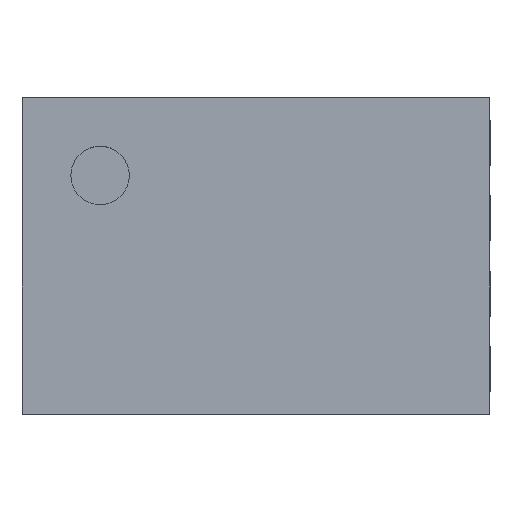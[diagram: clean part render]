
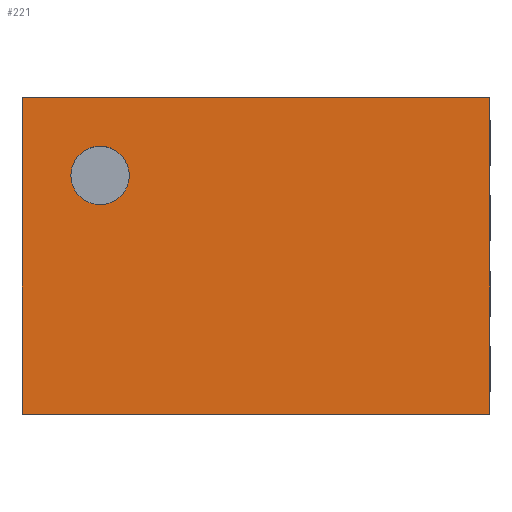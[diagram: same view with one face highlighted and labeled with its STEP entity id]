
A CAD part, top view. The second image highlights one B-rep face of the part: STEP entity #221.
In plain terms, the highlighted planar face has unit normal (0, 0, 1).
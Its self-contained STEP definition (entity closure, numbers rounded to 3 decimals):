
#157 = VERTEX_POINT('',#158);
#158 = CARTESIAN_POINT('',(0.,0.,0.6));
#173 = VERTEX_POINT('',#174);
#174 = CARTESIAN_POINT('',(0.,2.1,0.6));
#180 = EDGE_CURVE('',#157,#173,#181,.T.);
#181 = LINE('',#182,#183);
#182 = CARTESIAN_POINT('',(0.,0.,0.6));
#183 = VECTOR('',#184,1.);
#184 = DIRECTION('',(-0.,1.,0.));
#203 = EDGE_CURVE('',#157,#204,#206,.T.);
#204 = VERTEX_POINT('',#205);
#205 = CARTESIAN_POINT('',(3.1,0.,0.6));
#206 = LINE('',#207,#208);
#207 = CARTESIAN_POINT('',(0.,0.,0.6));
#208 = VECTOR('',#209,1.);
#209 = DIRECTION('',(1.,0.,-0.));
#221 = ADVANCED_FACE('',(#222,#240),#251,.T.);
#222 = FACE_BOUND('',#223,.T.);
#223 = EDGE_LOOP('',(#224,#225,#226,#234));
#224 = ORIENTED_EDGE('',*,*,#180,.F.);
#225 = ORIENTED_EDGE('',*,*,#203,.T.);
#226 = ORIENTED_EDGE('',*,*,#227,.T.);
#227 = EDGE_CURVE('',#204,#228,#230,.T.);
#228 = VERTEX_POINT('',#229);
#229 = CARTESIAN_POINT('',(3.1,2.1,0.6));
#230 = LINE('',#231,#232);
#231 = CARTESIAN_POINT('',(3.1,0.,0.6));
#232 = VECTOR('',#233,1.);
#233 = DIRECTION('',(-0.,1.,0.));
#234 = ORIENTED_EDGE('',*,*,#235,.F.);
#235 = EDGE_CURVE('',#173,#228,#236,.T.);
#236 = LINE('',#237,#238);
#237 = CARTESIAN_POINT('',(0.,2.1,0.6));
#238 = VECTOR('',#239,1.);
#239 = DIRECTION('',(1.,0.,-0.));
#240 = FACE_BOUND('',#241,.T.);
#241 = EDGE_LOOP('',(#242));
#242 = ORIENTED_EDGE('',*,*,#243,.F.);
#243 = EDGE_CURVE('',#244,#244,#246,.T.);
#244 = VERTEX_POINT('',#245);
#245 = CARTESIAN_POINT('',(0.71,1.583,0.6));
#246 = CIRCLE('',#247,0.194);
#247 = AXIS2_PLACEMENT_3D('',#248,#249,#250);
#248 = CARTESIAN_POINT('',(0.517,1.583,0.6));
#249 = DIRECTION('',(0.,0.,1.));
#250 = DIRECTION('',(1.,0.,-0.));
#251 = PLANE('',#252);
#252 = AXIS2_PLACEMENT_3D('',#253,#254,#255);
#253 = CARTESIAN_POINT('',(0.,0.,0.6));
#254 = DIRECTION('',(0.,0.,1.));
#255 = DIRECTION('',(1.,0.,-0.));
